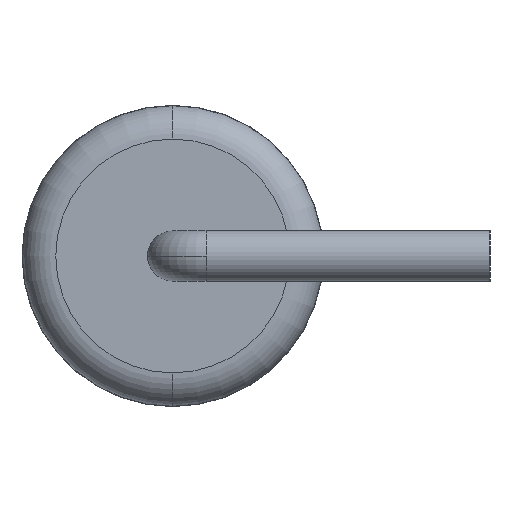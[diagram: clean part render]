
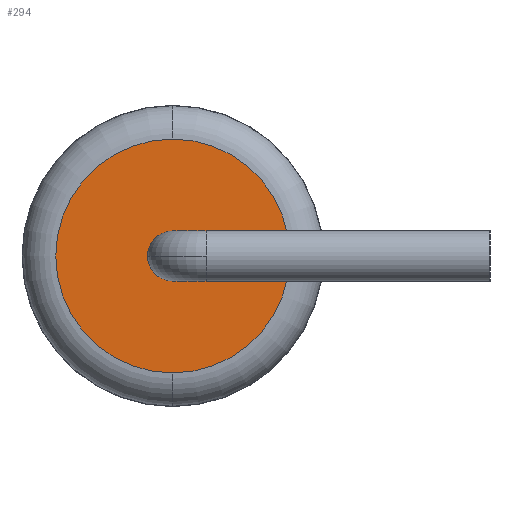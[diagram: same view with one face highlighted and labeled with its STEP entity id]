
A CAD part, left-side view. The second image highlights one B-rep face of the part: STEP entity #294.
In plain terms, the highlighted planar face has unit normal (-1, 0, 0).
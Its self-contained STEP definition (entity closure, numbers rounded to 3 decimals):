
#22 = DIRECTION ( 'NONE',  ( -1., 0., 0. ) ) ;
#26 = AXIS2_PLACEMENT_3D ( 'NONE', #1046, #41, #48 ) ;
#35 = VERTEX_POINT ( 'NONE', #907 ) ;
#37 = DIRECTION ( 'NONE',  ( 0., 0., -1. ) ) ;
#41 = DIRECTION ( 'NONE',  ( -1., 0., 0. ) ) ;
#48 = DIRECTION ( 'NONE',  ( 0., 0., 1. ) ) ;
#58 = ORIENTED_EDGE ( 'NONE', *, *, #469, .F. ) ;
#65 = AXIS2_PLACEMENT_3D ( 'NONE', #819, #914, #1106 ) ;
#72 = FACE_BOUND ( 'NONE', #247, .T. ) ;
#81 = CARTESIAN_POINT ( 'NONE',  ( -5.95, 2.75, 0. ) ) ;
#100 = CIRCLE ( 'NONE', #434, 0.375 ) ;
#108 = VERTEX_POINT ( 'NONE', #656 ) ;
#132 = PLANE ( 'NONE',  #157 ) ;
#139 = ORIENTED_EDGE ( 'NONE', *, *, #669, .T. ) ;
#157 = AXIS2_PLACEMENT_3D ( 'NONE', #860, #944, #37 ) ;
#204 = DIRECTION ( 'NONE',  ( 0., 0., -1. ) ) ;
#247 = EDGE_LOOP ( 'NONE', ( #751, #58 ) ) ;
#294 = ADVANCED_FACE ( 'NONE', ( #72, #755 ), #132, .F. ) ;
#319 = ORIENTED_EDGE ( 'NONE', *, *, #862, .T. ) ;
#329 = AXIS2_PLACEMENT_3D ( 'NONE', #385, #22, #204 ) ;
#385 = CARTESIAN_POINT ( 'NONE',  ( -5.95, 2.75, 0. ) ) ;
#434 = AXIS2_PLACEMENT_3D ( 'NONE', #81, #614, #887 ) ;
#469 = EDGE_CURVE ( 'NONE', #35, #881, #100, .T. ) ;
#594 = CIRCLE ( 'NONE', #65, 1.75 ) ;
#614 = DIRECTION ( 'NONE',  ( -1., 0., 0. ) ) ;
#656 = CARTESIAN_POINT ( 'NONE',  ( -5.95, 2.75, -1.75 ) ) ;
#669 = EDGE_CURVE ( 'NONE', #868, #108, #687, .T. ) ;
#685 = CIRCLE ( 'NONE', #329, 0.375 ) ;
#687 = CIRCLE ( 'NONE', #26, 1.75 ) ;
#724 = CARTESIAN_POINT ( 'NONE',  ( -5.95, 2.75, 0.375 ) ) ;
#751 = ORIENTED_EDGE ( 'NONE', *, *, #902, .F. ) ;
#755 = FACE_OUTER_BOUND ( 'NONE', #1023, .T. ) ;
#805 = CARTESIAN_POINT ( 'NONE',  ( -5.95, 2.75, 1.75 ) ) ;
#819 = CARTESIAN_POINT ( 'NONE',  ( -5.95, 2.75, 0. ) ) ;
#860 = CARTESIAN_POINT ( 'NONE',  ( -5.95, 2.75, 0. ) ) ;
#862 = EDGE_CURVE ( 'NONE', #108, #868, #594, .T. ) ;
#868 = VERTEX_POINT ( 'NONE', #805 ) ;
#881 = VERTEX_POINT ( 'NONE', #724 ) ;
#887 = DIRECTION ( 'NONE',  ( 0., 0., -1. ) ) ;
#902 = EDGE_CURVE ( 'NONE', #881, #35, #685, .T. ) ;
#907 = CARTESIAN_POINT ( 'NONE',  ( -5.95, 2.75, -0.375 ) ) ;
#914 = DIRECTION ( 'NONE',  ( -1., 0., 0. ) ) ;
#944 = DIRECTION ( 'NONE',  ( 1., 0., 0. ) ) ;
#1023 = EDGE_LOOP ( 'NONE', ( #139, #319 ) ) ;
#1046 = CARTESIAN_POINT ( 'NONE',  ( -5.95, 2.75, 0. ) ) ;
#1106 = DIRECTION ( 'NONE',  ( 0., 0., 1. ) ) ;
